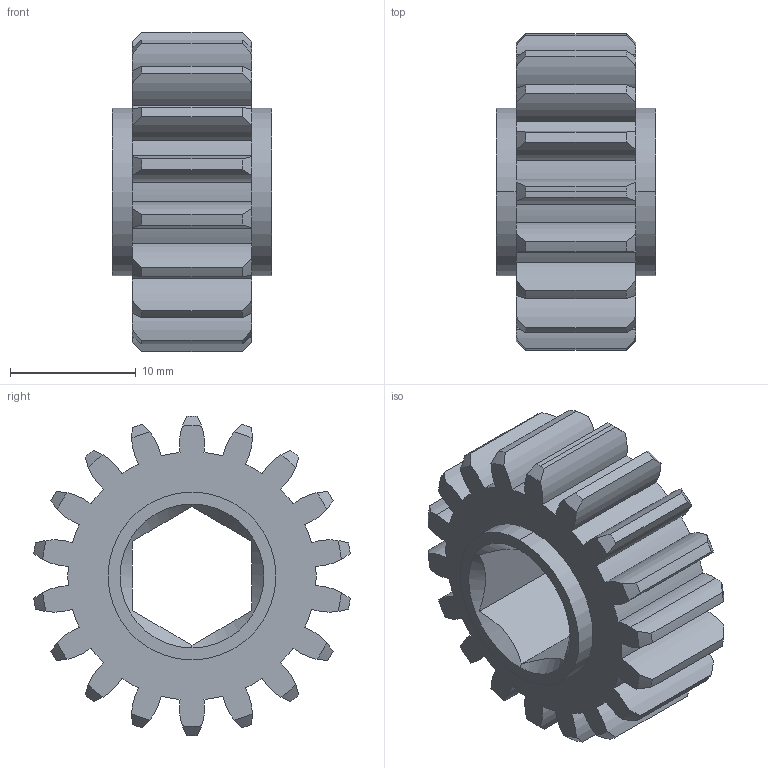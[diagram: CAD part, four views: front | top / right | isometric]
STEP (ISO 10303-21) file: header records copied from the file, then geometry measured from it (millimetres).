
FILE_DESCRIPTION (( 'STEP AP203' ), '1' );
FILE_NAME ('am-3534 18T 20DP 375hex 375 FW.STEP', '2022-06-30T15:58:41', ( '' ), ( '' ), 'SwSTEP 2.0', 'SolidWorks 2022', '' );
FILE_SCHEMA (( 'CONFIG_CONTROL_DESIGN' ));
Length unit declared in the file: inch
Products named in the file (1): am-3534 18T 20DP 375hex 375 FW
Bounding box: 12.7 x 25.15 x 25.4 mm (x, y, z)
Volume: 3156.8 mm3; surface area: 2553.2 mm2
Topology: 1 solids, 1 shells, 129 faces, 371 edges, 246 vertices
Faces by surface type: cylinder 79, cone 40, plane 10
Entity records: 4602 total; most frequent: CARTESIAN_POINT 1103, DIRECTION 745, ORIENTED_EDGE 742, EDGE_CURVE 371, AXIS2_PLACEMENT_3D 328, VERTEX_POINT 246, CIRCLE 198, EDGE_LOOP 133
